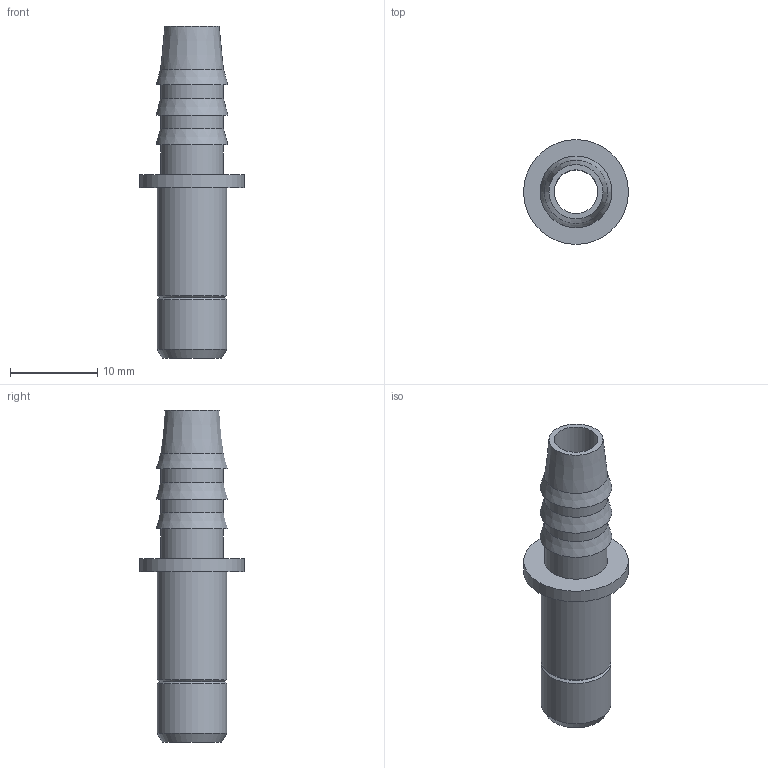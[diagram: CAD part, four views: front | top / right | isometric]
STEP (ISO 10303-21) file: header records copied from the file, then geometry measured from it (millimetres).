
FILE_DESCRIPTION(/* description */ (''),/* implementation_level */ '2;1');
FILE_NAME(/* name */ 'iqsgt_80h8_msv.stp',/* time_stamp */ '2017-11-03T11:56:30+01:00',/* author */ ('Hamoud'),/* organization */ (''),/* preprocessor_version */ 'ST-DEVELOPER v15.6',/* originating_system */ 'Autodesk Inventor LT ',/* authorisation */ '');
FILE_SCHEMA (('AUTOMOTIVE_DESIGN { 1 0 10303 214 3 1 1 }'));
Length unit declared in the file: millimetre
Products named in the file (1): iqsgt_80h8_msv
Bounding box: 12 x 12 x 38 mm (x, y, z)
Volume: 957.5 mm3; surface area: 1785.4 mm2
Topology: 1 solids, 1 shells, 23 faces, 39 edges, 23 vertices
Faces by surface type: cone 8, cylinder 8, plane 7
Full cylindrical faces by diameter (mm): 5 x1, 6 x1, 7.2 x3, 8 x2, 12 x1
Entity records: 499 total; most frequent: DIRECTION 94, CARTESIAN_POINT 70, AXIS2_PLACEMENT_3D 47, EDGE_LOOP 46, ORIENTED_EDGE 46, FACE_BOUND 23, FACE_OUTER_BOUND 23, CIRCLE 23
